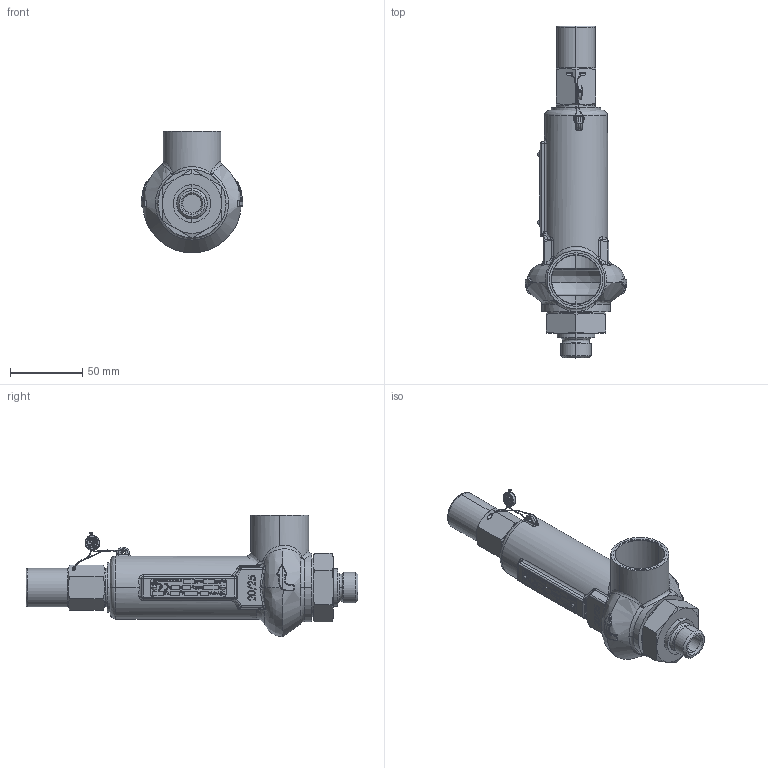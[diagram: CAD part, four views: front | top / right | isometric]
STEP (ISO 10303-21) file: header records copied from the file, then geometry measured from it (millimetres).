
FILE_DESCRIPTION (( 'STEP AP203' ), '1' );
FILE_NAME ('Typ_10-BG_II-head_C-G012-G100.STEP', '2019-09-20T10:36:15', ( '' ), ( '' ), 'SwSTEP 2.0', 'SolidWorks 2016', '' );
FILE_SCHEMA (( 'CONFIG_CONTROL_DESIGN' ));
Products named in the file (1): Typ_10-BG_II-head_C-G012-G100
Bounding box: 69.98 x 229 x 84 mm (x, y, z)
Volume: 83984.3 mm3; surface area: 71061 mm2
Topology: 26 solids, 26 shells, 1537 faces, 3928 edges, 2503 vertices
Faces by surface type: bspline 664, plane 625, cylinder 196, cone 52
Entity records: 76230 total; most frequent: CARTESIAN_POINT 43326, ORIENTED_EDGE 7810, DIRECTION 5102, EDGE_CURVE 3905, VERTEX_POINT 2503, VECTOR 1930, LINE 1930, EDGE_LOOP 1654
